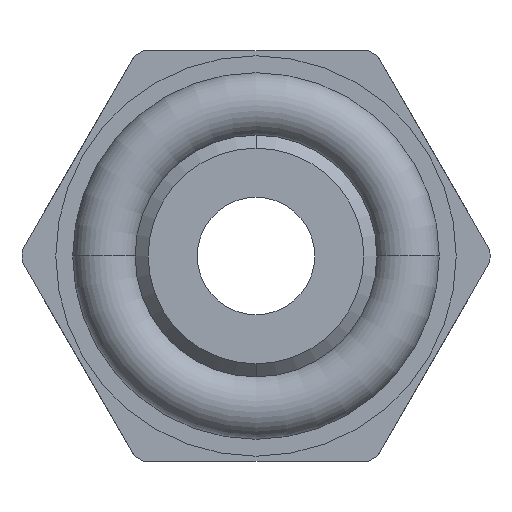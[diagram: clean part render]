
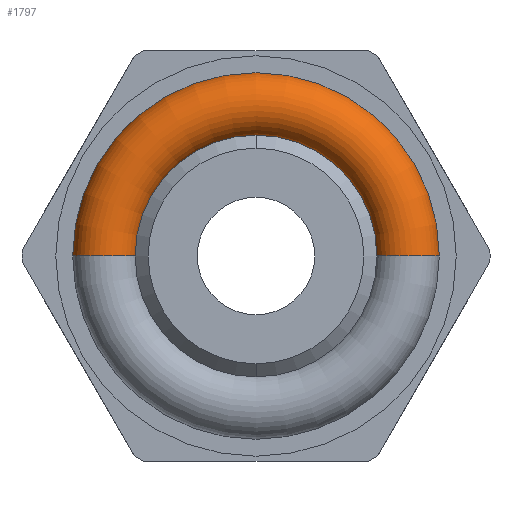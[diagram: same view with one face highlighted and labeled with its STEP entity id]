
A CAD part, front view. The second image highlights one B-rep face of the part: STEP entity #1797.
In plain terms, the highlighted toroidal (fillet/blend) face has major radius 2.9 mm and minor radius 0.625 mm.
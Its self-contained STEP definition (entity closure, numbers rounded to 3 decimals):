
#112 = CARTESIAN_POINT ( 'NONE',  ( 2.9, 0., 0. ) ) ;
#197 = AXIS2_PLACEMENT_3D ( 'NONE', #1914, #929, #2083 ) ;
#256 = CARTESIAN_POINT ( 'NONE',  ( 0., 0., 0. ) ) ;
#264 = DIRECTION ( 'NONE',  ( -1., 0., 0. ) ) ;
#283 = DIRECTION ( 'NONE',  ( 1., 0., 0. ) ) ;
#328 = AXIS2_PLACEMENT_3D ( 'NONE', #1097, #1742, #264 ) ;
#418 = DIRECTION ( 'NONE',  ( -1., 0., 0. ) ) ;
#430 = AXIS2_PLACEMENT_3D ( 'NONE', #112, #1275, #283 ) ;
#464 = TOROIDAL_SURFACE ( 'NONE', #328, 2.9, 0.625 ) ;
#566 = VERTEX_POINT ( 'NONE', #1048 ) ;
#602 = CIRCLE ( 'NONE', #430, 0.625 ) ;
#616 = EDGE_CURVE ( 'NONE', #1983, #1309, #1645, .T. ) ;
#659 = AXIS2_PLACEMENT_3D ( 'NONE', #958, #2111, #1127 ) ;
#744 = AXIS2_PLACEMENT_3D ( 'NONE', #256, #1416, #418 ) ;
#862 = EDGE_LOOP ( 'NONE', ( #1172, #1073, #1547, #1380 ) ) ;
#929 = DIRECTION ( 'NONE',  ( 0., 0., -1. ) ) ;
#958 = CARTESIAN_POINT ( 'NONE',  ( 0., 0., 0. ) ) ;
#961 = EDGE_CURVE ( 'NONE', #1983, #566, #1069, .T. ) ;
#1048 = CARTESIAN_POINT ( 'NONE',  ( -3.525, 0., 0. ) ) ;
#1063 = CIRCLE ( 'NONE', #659, 3.525 ) ;
#1069 = CIRCLE ( 'NONE', #197, 0.625 ) ;
#1073 = ORIENTED_EDGE ( 'NONE', *, *, #961, .F. ) ;
#1097 = CARTESIAN_POINT ( 'NONE',  ( 0., 0., 0. ) ) ;
#1127 = DIRECTION ( 'NONE',  ( -1., 0., 0. ) ) ;
#1172 = ORIENTED_EDGE ( 'NONE', *, *, #1876, .F. ) ;
#1174 = CARTESIAN_POINT ( 'NONE',  ( -2.275, 0., 0. ) ) ;
#1234 = FACE_OUTER_BOUND ( 'NONE', #862, .T. ) ;
#1275 = DIRECTION ( 'NONE',  ( 0., 0., 1. ) ) ;
#1309 = VERTEX_POINT ( 'NONE', #1835 ) ;
#1380 = ORIENTED_EDGE ( 'NONE', *, *, #1850, .T. ) ;
#1416 = DIRECTION ( 'NONE',  ( 0., 1., 0. ) ) ;
#1547 = ORIENTED_EDGE ( 'NONE', *, *, #616, .T. ) ;
#1636 = VERTEX_POINT ( 'NONE', #2005 ) ;
#1645 = CIRCLE ( 'NONE', #744, 2.275 ) ;
#1742 = DIRECTION ( 'NONE',  ( 0., 1., 0. ) ) ;
#1797 = ADVANCED_FACE ( 'NONE', ( #1234 ), #464, .T. ) ;
#1835 = CARTESIAN_POINT ( 'NONE',  ( 2.275, 0., 0. ) ) ;
#1850 = EDGE_CURVE ( 'NONE', #1309, #1636, #602, .T. ) ;
#1876 = EDGE_CURVE ( 'NONE', #566, #1636, #1063, .T. ) ;
#1914 = CARTESIAN_POINT ( 'NONE',  ( -2.9, 0., 0. ) ) ;
#1983 = VERTEX_POINT ( 'NONE', #1174 ) ;
#2005 = CARTESIAN_POINT ( 'NONE',  ( 3.525, 0., 0. ) ) ;
#2083 = DIRECTION ( 'NONE',  ( -1., 0., 0. ) ) ;
#2111 = DIRECTION ( 'NONE',  ( 0., 1., 0. ) ) ;
